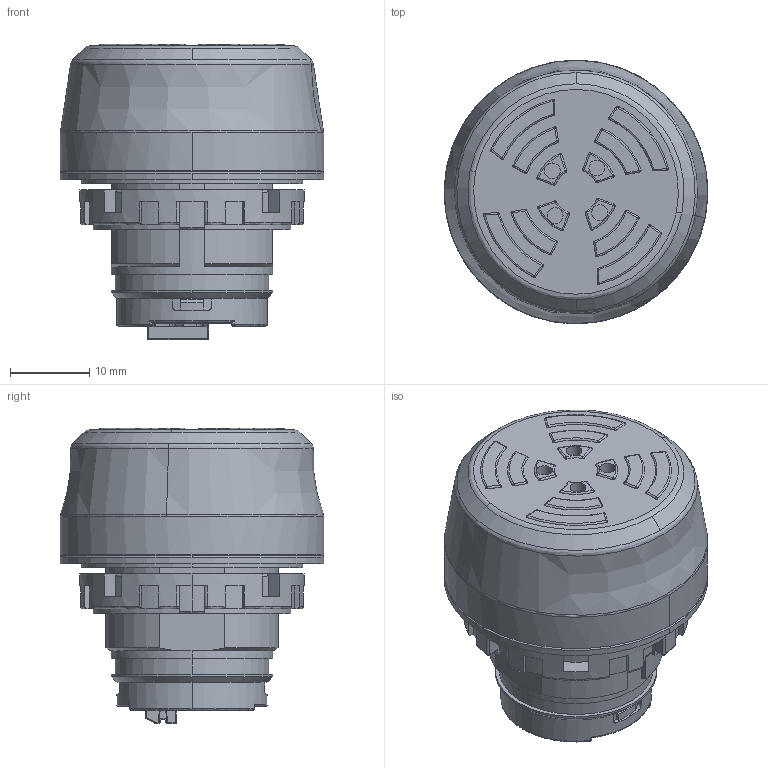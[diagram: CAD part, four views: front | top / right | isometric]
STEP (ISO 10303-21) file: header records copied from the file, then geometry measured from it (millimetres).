
FILE_DESCRIPTION (( 'STEP AP214' ), '1' );
FILE_NAME ('OUTSIDE-HW1Z-P1F2PQ4#.STEP', '2017-03-07T23:24:24', ( '' ), ( '' ), 'SwSTEP 2.0', 'SolidWorks 2014', '' );
FILE_SCHEMA (( 'AUTOMOTIVE_DESIGN' ));
Length unit declared in the file: millimetre
Products named in the file (3): OUTSIDE-HW1Z-P1F2PQ4#-BODY; OUTSIDE-HW1Z-P1F2PQ4#; OUTSIDE-HW1Z-LOCKNUT
Assembly tree (2 placements, depth 2):
  OUTSIDE-HW1Z-P1F2PQ4#
    OUTSIDE-HW1Z-P1F2PQ4#-BODY
    OUTSIDE-HW1Z-LOCKNUT
Bounding box: 33.3 x 33.3 x 37.32 mm (x, y, z)
Volume: 21228.3 mm3; surface area: 7236.1 mm2
Topology: 3 solids, 3 shells, 758 faces, 2080 edges, 1269 vertices
Faces by surface type: plane 326, bspline 268, cylinder 149, cone 15
Entity records: 36723 total; most frequent: CARTESIAN_POINT 19565, ORIENTED_EDGE 3990, DIRECTION 3051, EDGE_CURVE 1995, VERTEX_POINT 1269, AXIS2_PLACEMENT_3D 1032, LINE 987, VECTOR 987
